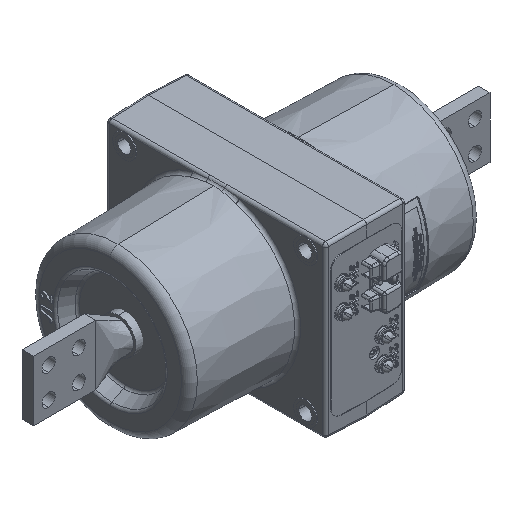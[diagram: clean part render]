
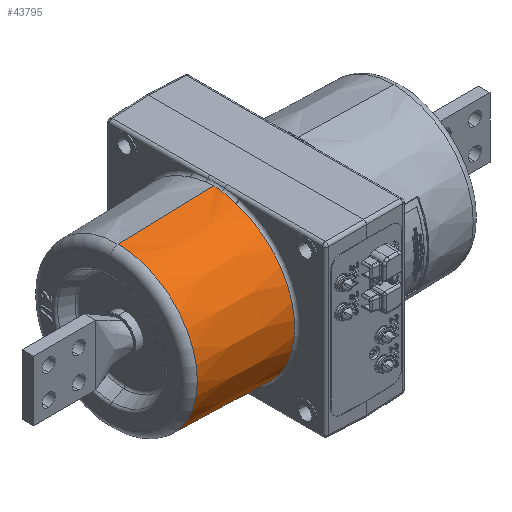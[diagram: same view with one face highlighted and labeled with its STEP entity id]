
A CAD part, isometric view. The second image highlights one B-rep face of the part: STEP entity #43795.
In plain terms, the highlighted conical face has half-angle 1.5 degrees and reference radius 82.5 mm.
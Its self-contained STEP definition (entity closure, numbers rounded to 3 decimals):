
#63 = VERTEX_POINT ( 'NONE', #55196 ) ;
#65 = VERTEX_POINT ( 'NONE', #55198 ) ;
#92 = VERTEX_POINT ( 'NONE', #55225 ) ;
#146 = VERTEX_POINT ( 'NONE', #55279 ) ;
#635 = VERTEX_POINT ( 'NONE', #60976 ) ;
#636 = VERTEX_POINT ( 'NONE', #60978 ) ;
#637 = VERTEX_POINT ( 'NONE', #60979 ) ;
#638 = VERTEX_POINT ( 'NONE', #60980 ) ;
#2365 = EDGE_LOOP ( 'NONE', ( #46145, #46146, #46147, #46148, #46149, #46150, #46151, #46152 ) ) ;
#4426 = AXIS2_PLACEMENT_3D ( 'NONE', #50660, #50652, #50656 ) ;
#4566 = AXIS2_PLACEMENT_3D ( 'NONE', #7592, #7593, #7594 ) ;
#4576 = AXIS2_PLACEMENT_3D ( 'NONE', #7651, #7652, #7653 ) ;
#7582 = CARTESIAN_POINT ( 'NONE',  ( -42.142, -7.991, -81.003 ) ) ;
#7592 = CARTESIAN_POINT ( 'NONE',  ( -42.921, 0., 0. ) ) ;
#7593 = DIRECTION ( 'NONE',  ( -1., 0., 0. ) ) ;
#7594 = DIRECTION ( 'NONE',  ( 0., 0., 1. ) ) ;
#7595 = CARTESIAN_POINT ( 'NONE',  ( -42.288, -10.479, -80.754 ) ) ;
#7596 = CARTESIAN_POINT ( 'NONE',  ( -42.478, -12.946, -80.39 ) ) ;
#7597 = CARTESIAN_POINT ( 'NONE',  ( -42.794, -17.843, -79.438 ) ) ;
#7598 = CARTESIAN_POINT ( 'NONE',  ( -42.921, -20.279, -78.849 ) ) ;
#7599 = CARTESIAN_POINT ( 'NONE',  ( -42.921, -22.686, -78.15 ) ) ;
#7611 = CARTESIAN_POINT ( 'NONE',  ( -42.142, -7.991, 81.003 ) ) ;
#7612 = CARTESIAN_POINT ( 'NONE',  ( -41.914, 0., -81.402 ) ) ;
#7614 = CARTESIAN_POINT ( 'NONE',  ( -41.914, -2.664, -81.402 ) ) ;
#7615 = CARTESIAN_POINT ( 'NONE',  ( -41.986, -5.337, -81.269 ) ) ;
#7616 = CARTESIAN_POINT ( 'NONE',  ( -42.142, -7.991, -81.003 ) ) ;
#7618 = CARTESIAN_POINT ( 'NONE',  ( -41.985, -5.332, 81.27 ) ) ;
#7619 = CARTESIAN_POINT ( 'NONE',  ( -41.914, -2.668, 81.402 ) ) ;
#7620 = CARTESIAN_POINT ( 'NONE',  ( -41.914, 0., 81.402 ) ) ;
#7629 = CARTESIAN_POINT ( 'NONE',  ( -42.921, -22.686, 78.15 ) ) ;
#7631 = CARTESIAN_POINT ( 'NONE',  ( -42.921, -20.277, 78.849 ) ) ;
#7632 = CARTESIAN_POINT ( 'NONE',  ( -42.794, -17.851, 79.437 ) ) ;
#7633 = CARTESIAN_POINT ( 'NONE',  ( -42.479, -12.954, 80.389 ) ) ;
#7634 = CARTESIAN_POINT ( 'NONE',  ( -42.288, -10.48, 80.754 ) ) ;
#7635 = CARTESIAN_POINT ( 'NONE',  ( -42.142, -7.991, 81.003 ) ) ;
#7651 = CARTESIAN_POINT ( 'NONE',  ( -137.209, 0., 0. ) ) ;
#7652 = DIRECTION ( 'NONE',  ( 1., 0., 0. ) ) ;
#7653 = DIRECTION ( 'NONE',  ( 0., 0., 1. ) ) ;
#29739 = VECTOR ( 'NONE', #39142, 1000. ) ;
#29742 = LINE ( 'NONE', #39135, #29739 ) ;
#29790 = LINE ( 'NONE', #39259, #29795 ) ;
#29795 = VECTOR ( 'NONE', #39260, 1000. ) ;
#39135 = CARTESIAN_POINT ( 'NONE',  ( 0., 0., 82.5 ) ) ;
#39142 = DIRECTION ( 'NONE',  ( 1., 0., 0.026 ) ) ;
#39259 = CARTESIAN_POINT ( 'NONE',  ( 0., 0., -82.5 ) ) ;
#39260 = DIRECTION ( 'NONE',  ( 1., 0., -0.026 ) ) ;
#40026 = FACE_OUTER_BOUND ( 'NONE', #2365, .T. ) ;
#40028 = CONICAL_SURFACE ( 'NONE', #4426, 82.5, 0.026 ) ;
#40457 = CIRCLE ( 'NONE', #4566, 81.376 ) ;
#40474 = CIRCLE ( 'NONE', #4576, 78.907 ) ;
#43795 = ADVANCED_FACE ( 'NONE', ( #40026 ), #40028, .T. ) ;
#46145 = ORIENTED_EDGE ( 'NONE', *, *, #57349, .F. ) ;
#46146 = ORIENTED_EDGE ( 'NONE', *, *, #47160, .T. ) ;
#46147 = ORIENTED_EDGE ( 'NONE', *, *, #57390, .T. ) ;
#46148 = ORIENTED_EDGE ( 'NONE', *, *, #47149, .T. ) ;
#46149 = ORIENTED_EDGE ( 'NONE', *, *, #47143, .T. ) ;
#46150 = ORIENTED_EDGE ( 'NONE', *, *, #47142, .T. ) ;
#46151 = ORIENTED_EDGE ( 'NONE', *, *, #47155, .T. ) ;
#46152 = ORIENTED_EDGE ( 'NONE', *, *, #47150, .T. ) ;
#47142 = EDGE_CURVE ( 'NONE', #638, #635, #40457, .T. ) ;
#47143 = EDGE_CURVE ( 'NONE', #637, #638, #58401, .T. ) ;
#47149 = EDGE_CURVE ( 'NONE', #65, #637, #58402, .T. ) ;
#47150 = EDGE_CURVE ( 'NONE', #636, #146, #58403, .T. ) ;
#47155 = EDGE_CURVE ( 'NONE', #635, #636, #58404, .T. ) ;
#47160 = EDGE_CURVE ( 'NONE', #92, #63, #40474, .T. ) ;
#50652 = DIRECTION ( 'NONE',  ( 1., 0., 0. ) ) ;
#50656 = DIRECTION ( 'NONE',  ( 0., 0., -1. ) ) ;
#50660 = CARTESIAN_POINT ( 'NONE',  ( 0., 0., 0. ) ) ;
#55196 = CARTESIAN_POINT ( 'NONE',  ( -137.209, 0., -78.907 ) ) ;
#55198 = CARTESIAN_POINT ( 'NONE',  ( -41.914, 0., -81.402 ) ) ;
#55225 = CARTESIAN_POINT ( 'NONE',  ( -137.209, 0., 78.907 ) ) ;
#55279 = CARTESIAN_POINT ( 'NONE',  ( -41.914, 0., 81.402 ) ) ;
#57349 = EDGE_CURVE ( 'NONE', #92, #146, #29742, .T. ) ;
#57390 = EDGE_CURVE ( 'NONE', #63, #65, #29790, .T. ) ;
#58401 = B_SPLINE_CURVE_WITH_KNOTS ( 'NONE', 3,
 ( #7582, #7595, #7596, #7597, #7598, #7599 ),
 .UNSPECIFIED., .F., .F.,
 ( 4, 2, 4 ),
 ( 0., 0.007, 0.015 ),
 .UNSPECIFIED. ) ;
#58402 = B_SPLINE_CURVE_WITH_KNOTS ( 'NONE', 3,
 ( #7612, #7614, #7615, #7616 ),
 .UNSPECIFIED., .F., .F.,
 ( 4, 4 ),
 ( 0.008, 0.016 ),
 .UNSPECIFIED. ) ;
#58403 = B_SPLINE_CURVE_WITH_KNOTS ( 'NONE', 3,
 ( #7611, #7618, #7619, #7620 ),
 .UNSPECIFIED., .F., .F.,
 ( 4, 4 ),
 ( 0., 0.008 ),
 .UNSPECIFIED. ) ;
#58404 = B_SPLINE_CURVE_WITH_KNOTS ( 'NONE', 3,
 ( #7629, #7631, #7632, #7633, #7634, #7635 ),
 .UNSPECIFIED., .F., .F.,
 ( 4, 2, 4 ),
 ( 0., 0.007, 0.015 ),
 .UNSPECIFIED. ) ;
#60976 = CARTESIAN_POINT ( 'NONE',  ( -42.921, -22.686, 78.15 ) ) ;
#60978 = CARTESIAN_POINT ( 'NONE',  ( -42.142, -7.991, 81.003 ) ) ;
#60979 = CARTESIAN_POINT ( 'NONE',  ( -42.142, -7.991, -81.003 ) ) ;
#60980 = CARTESIAN_POINT ( 'NONE',  ( -42.921, -22.686, -78.15 ) ) ;
